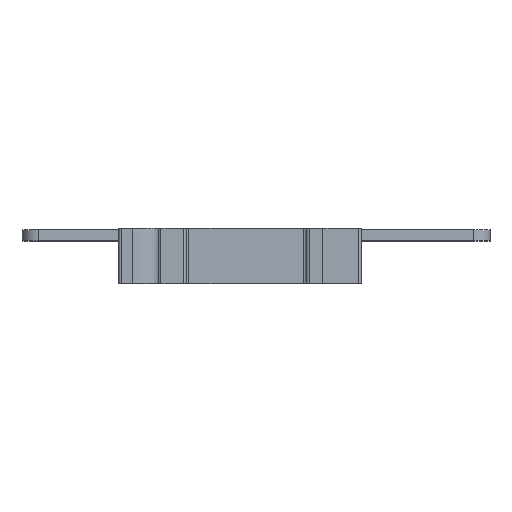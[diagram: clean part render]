
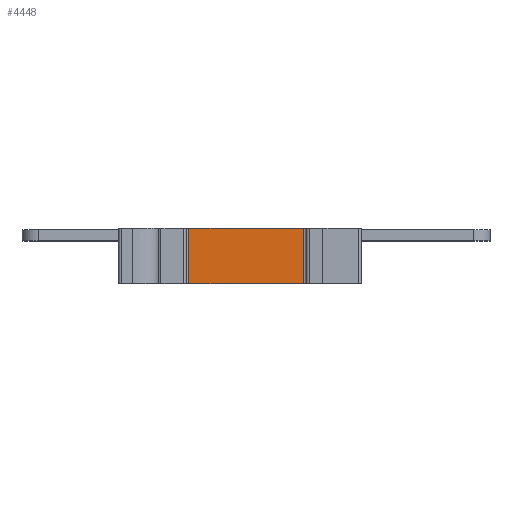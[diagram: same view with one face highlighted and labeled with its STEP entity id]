
A CAD part, top view. The second image highlights one B-rep face of the part: STEP entity #4448.
In plain terms, the highlighted planar face has unit normal (0, 0, 1).
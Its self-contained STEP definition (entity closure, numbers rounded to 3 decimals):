
#354=PLANE('',#4983);
#545=FACE_OUTER_BOUND('',#1054,.T.);
#1054=EDGE_LOOP('',(#3941,#3942,#3943,#3944));
#1270=LINE('',#7347,#1520);
#1288=LINE('',#7465,#1538);
#1289=LINE('',#7468,#1539);
#1291=LINE('',#7473,#1541);
#1520=VECTOR('',#6168,10.);
#1538=VECTOR('',#6214,10.);
#1539=VECTOR('',#6217,10.);
#1541=VECTOR('',#6223,10.);
#2260=VERTEX_POINT('',#7344);
#2261=VERTEX_POINT('',#7346);
#2290=VERTEX_POINT('',#7463);
#2291=VERTEX_POINT('',#7467);
#2819=EDGE_CURVE('',#2260,#2261,#1270,.T.);
#2852=EDGE_CURVE('',#2290,#2260,#1288,.T.);
#2853=EDGE_CURVE('',#2261,#2291,#1289,.T.);
#2856=EDGE_CURVE('',#2291,#2290,#1291,.T.);
#3941=ORIENTED_EDGE('',*,*,#2852,.F.);
#3942=ORIENTED_EDGE('',*,*,#2856,.F.);
#3943=ORIENTED_EDGE('',*,*,#2853,.F.);
#3944=ORIENTED_EDGE('',*,*,#2819,.F.);
#4448=ADVANCED_FACE('',(#545),#354,.T.);
#4983=AXIS2_PLACEMENT_3D('',#7472,#6221,#6222);
#6168=DIRECTION('',(-1.,0.,0.));
#6214=DIRECTION('',(0.,-1.,0.));
#6217=DIRECTION('',(0.,1.,0.));
#6221=DIRECTION('center_axis',(0.,0.,1.));
#6222=DIRECTION('ref_axis',(1.,0.,0.));
#6223=DIRECTION('',(1.,0.,0.));
#7344=CARTESIAN_POINT('',(-5.054,0.,-13.607));
#7346=CARTESIAN_POINT('',(-25.898,0.,-13.607));
#7347=CARTESIAN_POINT('',(-4.554,0.,-13.607));
#7463=CARTESIAN_POINT('',(-5.054,10.,-13.607));
#7465=CARTESIAN_POINT('',(-5.054,0.,-13.607));
#7467=CARTESIAN_POINT('',(-25.898,10.,-13.607));
#7468=CARTESIAN_POINT('',(-25.898,0.,-13.607));
#7472=CARTESIAN_POINT('Origin',(-26.398,0.,-13.607));
#7473=CARTESIAN_POINT('',(-4.554,10.,-13.607));
